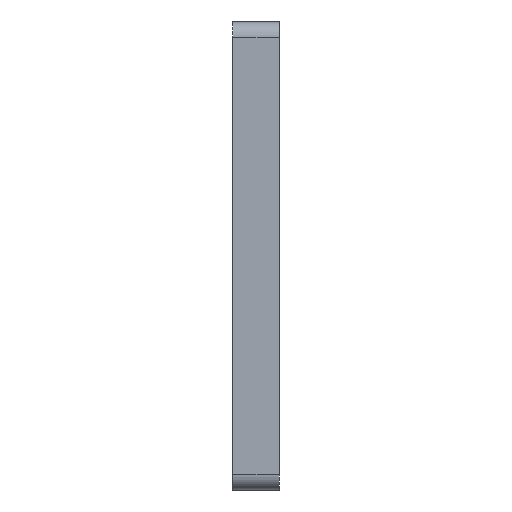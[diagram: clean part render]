
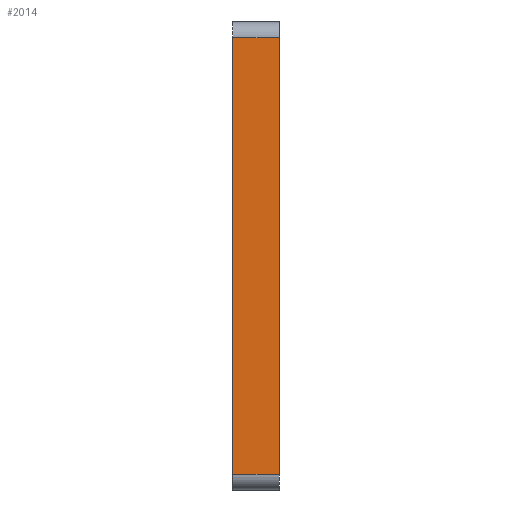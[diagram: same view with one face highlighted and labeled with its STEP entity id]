
A CAD part, left-side view. The second image highlights one B-rep face of the part: STEP entity #2014.
In plain terms, the highlighted planar face has unit normal (-1, 0, 0).
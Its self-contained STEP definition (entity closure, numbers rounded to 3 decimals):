
#158=PLANE('',#2171);
#262=FACE_OUTER_BOUND('',#380,.T.);
#380=EDGE_LOOP('',(#1879,#1880,#1881,#1882));
#405=LINE('',#2712,#589);
#504=LINE('',#3567,#688);
#512=LINE('',#3589,#696);
#551=LINE('',#3683,#735);
#589=VECTOR('',#2232,10.);
#688=VECTOR('',#2467,10.);
#696=VECTOR('',#2491,10.);
#735=VECTOR('',#2580,10.);
#812=VERTEX_POINT('',#2650);
#842=VERTEX_POINT('',#2710);
#963=VERTEX_POINT('',#3563);
#970=VERTEX_POINT('',#3588);
#1039=EDGE_CURVE('',#812,#842,#405,.T.);
#1221=EDGE_CURVE('',#812,#963,#504,.T.);
#1231=EDGE_CURVE('',#963,#970,#512,.T.);
#1281=EDGE_CURVE('',#970,#842,#551,.T.);
#1879=ORIENTED_EDGE('',*,*,#1221,.F.);
#1880=ORIENTED_EDGE('',*,*,#1039,.T.);
#1881=ORIENTED_EDGE('',*,*,#1281,.F.);
#1882=ORIENTED_EDGE('',*,*,#1231,.F.);
#2014=ADVANCED_FACE('',(#262),#158,.T.);
#2171=AXIS2_PLACEMENT_3D('',#3715,#2630,#2631);
#2232=DIRECTION('',(0.,0.,1.));
#2467=DIRECTION('',(0.,1.,0.));
#2491=DIRECTION('',(0.,0.,1.));
#2580=DIRECTION('',(0.,-1.,0.));
#2630=DIRECTION('center_axis',(-1.,0.,0.));
#2631=DIRECTION('ref_axis',(0.,0.,1.));
#2650=CARTESIAN_POINT('',(-36.,0.,-14.));
#2710=CARTESIAN_POINT('',(-36.,0.,14.));
#2712=CARTESIAN_POINT('',(-36.,0.,-15.));
#3563=CARTESIAN_POINT('',(-36.,3.,-14.));
#3567=CARTESIAN_POINT('',(-36.,0.,-14.));
#3588=CARTESIAN_POINT('',(-36.,3.,14.));
#3589=CARTESIAN_POINT('',(-36.,3.,-15.));
#3683=CARTESIAN_POINT('',(-36.,0.,14.));
#3715=CARTESIAN_POINT('Origin',(-36.,0.,-15.));
